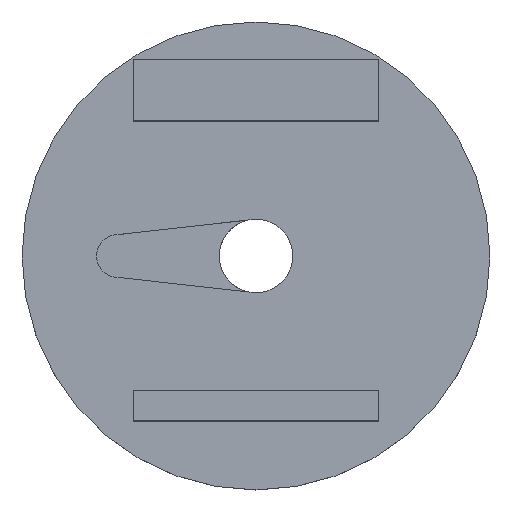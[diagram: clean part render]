
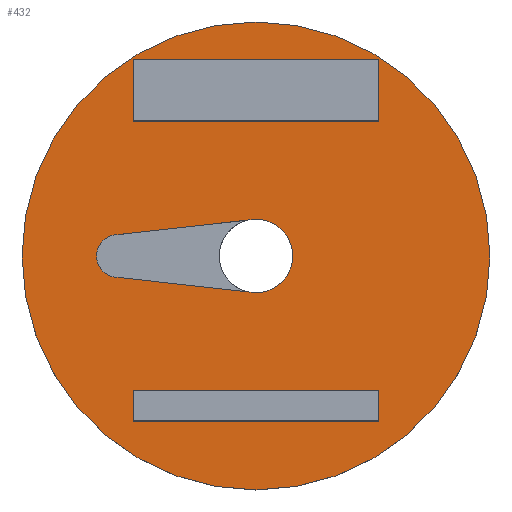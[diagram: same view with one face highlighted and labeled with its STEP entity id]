
A CAD part, top view. The second image highlights one B-rep face of the part: STEP entity #432.
In plain terms, the highlighted planar face has unit normal (0, 0, 1).
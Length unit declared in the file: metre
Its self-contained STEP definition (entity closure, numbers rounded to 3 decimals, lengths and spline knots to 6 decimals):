
#23=CIRCLE('',#475,0.00762);
#24=CIRCLE('',#476,0.004445);
#25=CIRCLE('',#477,0.048482);
#50=ORIENTED_EDGE('',*,*,#168,.F.);
#51=ORIENTED_EDGE('',*,*,#169,.T.);
#52=ORIENTED_EDGE('',*,*,#170,.F.);
#53=ORIENTED_EDGE('',*,*,#171,.F.);
#54=ORIENTED_EDGE('',*,*,#172,.T.);
#55=ORIENTED_EDGE('',*,*,#173,.F.);
#56=ORIENTED_EDGE('',*,*,#174,.T.);
#57=ORIENTED_EDGE('',*,*,#175,.T.);
#58=ORIENTED_EDGE('',*,*,#176,.F.);
#59=ORIENTED_EDGE('',*,*,#177,.F.);
#60=ORIENTED_EDGE('',*,*,#160,.T.);
#61=ORIENTED_EDGE('',*,*,#178,.T.);
#62=ORIENTED_EDGE('',*,*,#152,.F.);
#152=EDGE_CURVE('',#211,#212,#252,.T.);
#160=EDGE_CURVE('',#219,#220,#258,.T.);
#168=EDGE_CURVE('',#227,#228,#23,.T.);
#169=EDGE_CURVE('',#227,#229,#264,.T.);
#170=EDGE_CURVE('',#230,#229,#24,.T.);
#171=EDGE_CURVE('',#228,#230,#265,.T.);
#172=EDGE_CURVE('',#231,#231,#25,.T.);
#173=EDGE_CURVE('',#232,#233,#266,.T.);
#174=EDGE_CURVE('',#232,#234,#267,.T.);
#175=EDGE_CURVE('',#234,#235,#268,.T.);
#176=EDGE_CURVE('',#233,#235,#269,.T.);
#177=EDGE_CURVE('',#219,#211,#270,.T.);
#178=EDGE_CURVE('',#220,#212,#271,.T.);
#211=VERTEX_POINT('',#637);
#212=VERTEX_POINT('',#638);
#219=VERTEX_POINT('',#654);
#220=VERTEX_POINT('',#655);
#227=VERTEX_POINT('',#671);
#228=VERTEX_POINT('',#672);
#229=VERTEX_POINT('',#674);
#230=VERTEX_POINT('',#676);
#231=VERTEX_POINT('',#679);
#232=VERTEX_POINT('',#681);
#233=VERTEX_POINT('',#682);
#234=VERTEX_POINT('',#684);
#235=VERTEX_POINT('',#686);
#252=LINE('',#636,#296);
#258=LINE('',#653,#302);
#264=LINE('',#673,#308);
#265=LINE('',#677,#309);
#266=LINE('',#680,#310);
#267=LINE('',#683,#311);
#268=LINE('',#685,#312);
#269=LINE('',#687,#313);
#270=LINE('',#688,#314);
#271=LINE('',#689,#315);
#296=VECTOR('',#512,1.);
#302=VECTOR('',#524,1.);
#308=VECTOR('',#538,1.);
#309=VECTOR('',#541,1.);
#310=VECTOR('',#544,1.);
#311=VECTOR('',#545,1.);
#312=VECTOR('',#546,1.);
#313=VECTOR('',#547,1.);
#314=VECTOR('',#548,1.);
#315=VECTOR('',#549,1.);
#344=EDGE_LOOP('',(#50,#51,#52,#53));
#345=EDGE_LOOP('',(#54));
#346=EDGE_LOOP('',(#55,#56,#57,#58));
#347=EDGE_LOOP('',(#59,#60,#61,#62));
#380=FACE_BOUND('',#344,.T.);
#381=FACE_BOUND('',#345,.T.);
#382=FACE_BOUND('',#346,.T.);
#383=FACE_BOUND('',#347,.T.);
#414=PLANE('',#474);
#432=ADVANCED_FACE('',(#380,#381,#382,#383),#414,.T.);
#474=AXIS2_PLACEMENT_3D('',#669,#534,#535);
#475=AXIS2_PLACEMENT_3D('',#670,#536,#537);
#476=AXIS2_PLACEMENT_3D('',#675,#539,#540);
#477=AXIS2_PLACEMENT_3D('',#678,#542,#543);
#512=DIRECTION('',(1.,0.,0.));
#524=DIRECTION('',(1.,0.,0.));
#534=DIRECTION('',(0.,0.,1.));
#535=DIRECTION('',(1.,0.,0.));
#536=DIRECTION('',(0.,0.,1.));
#537=DIRECTION('',(1.,0.,0.));
#538=DIRECTION('',(-0.994,0.11,0.));
#539=DIRECTION('',(0.,0.,1.));
#540=DIRECTION('',(1.,0.,0.));
#541=DIRECTION('',(-0.994,-0.11,0.));
#542=DIRECTION('',(0.,0.,1.));
#543=DIRECTION('',(1.,0.,0.));
#544=DIRECTION('',(0.,-1.,0.));
#545=DIRECTION('',(1.,0.,0.));
#546=DIRECTION('',(0.,-1.,0.));
#547=DIRECTION('',(1.,0.,0.));
#548=DIRECTION('',(0.,-1.,0.));
#549=DIRECTION('',(0.,-1.,0.));
#636=CARTESIAN_POINT('',(0.,0.027946,0.05842));
#637=CARTESIAN_POINT('',(-0.0254,0.027946,0.05842));
#638=CARTESIAN_POINT('',(0.0254,0.027946,0.05842));
#653=CARTESIAN_POINT('',(0.,0.040646,0.05842));
#654=CARTESIAN_POINT('',(-0.0254,0.040646,0.05842));
#655=CARTESIAN_POINT('',(0.0254,0.040646,0.05842));
#669=CARTESIAN_POINT('',(0.,0.,0.05842));
#670=CARTESIAN_POINT('',(0.,0.,0.05842));
#671=CARTESIAN_POINT('',(-0.001673,-0.007434,0.05842));
#672=CARTESIAN_POINT('',(-0.001673,0.007434,0.05842));
#673=CARTESIAN_POINT('',(-0.015124,-0.00594,0.05842));
#674=CARTESIAN_POINT('',(-0.028575,-0.004445,0.05842));
#675=CARTESIAN_POINT('',(-0.028575,0.,0.05842));
#676=CARTESIAN_POINT('',(-0.028575,0.004445,0.05842));
#677=CARTESIAN_POINT('',(-0.015124,0.00594,0.05842));
#678=CARTESIAN_POINT('',(0.,0.,0.05842));
#679=CARTESIAN_POINT('',(0.048482,0.,0.05842));
#680=CARTESIAN_POINT('',(-0.0254,-0.031109,0.05842));
#681=CARTESIAN_POINT('',(-0.0254,-0.027934,0.05842));
#682=CARTESIAN_POINT('',(-0.0254,-0.034284,0.05842));
#683=CARTESIAN_POINT('',(0.,-0.027934,0.05842));
#684=CARTESIAN_POINT('',(0.0254,-0.027934,0.05842));
#685=CARTESIAN_POINT('',(0.0254,-0.031109,0.05842));
#686=CARTESIAN_POINT('',(0.0254,-0.034284,0.05842));
#687=CARTESIAN_POINT('',(0.,-0.034284,0.05842));
#688=CARTESIAN_POINT('',(-0.0254,0.034296,0.05842));
#689=CARTESIAN_POINT('',(0.0254,0.034296,0.05842));
